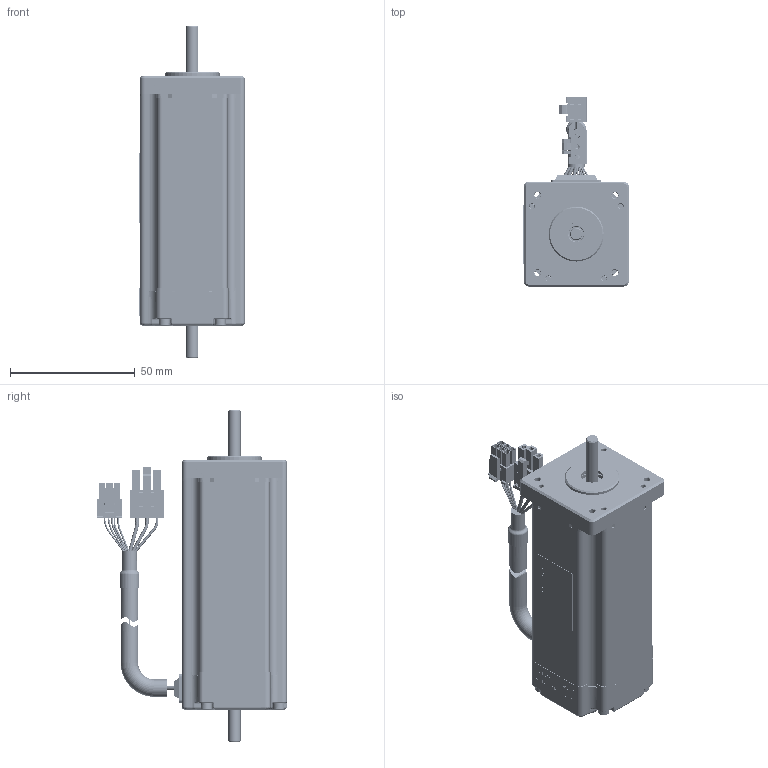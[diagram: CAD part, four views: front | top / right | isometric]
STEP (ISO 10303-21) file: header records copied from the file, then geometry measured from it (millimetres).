
FILE_DESCRIPTION((''),'2;1');
FILE_NAME('4611130001054_ASM_ASM','2020-01-14T15:38:13',('TQ00207'),(''),'CREO PARAMETRIC BY PTC INC, 2018100','CREO PARAMETRIC BY PTC INC, 2018100','');
FILE_SCHEMA(('CONFIG_CONTROL_DESIGN'));
Products named in the file (28): 4613101100074_1_1_2_3; 4613101100077_1_1_2_3; 4613101100077_AF0_1_1_2_3; 4613101100077_AF1_1_1_2_3; 4613102000270_ASM_2_ASM; 4613102100256_ASM_2_ASM; 4631101000082_1_1_2_3; 4613104001867_ASM_3_ASM; 3698154000176_1_1_2_3; HARNESS_1_1_2_3_4_5_6_7_8; 4718405000822_1_1_2_3_4_5_6_7_8; 4718405002144_1_1_2_3_4_5_6_7_8; HARNESS_ASM_1_1_2_3_ASM; 4713120001748_ASM_1_1_2_3_ASM; 4613103003513_ASM_3_ASM; 4219121200345_AF0_11_1_2_3; 4219121301000_ASM_10_1_ASM; 4332101101259_7; 4613107000001_ASM_3_ASM; 4613107103898_ASM_3_ASM; 4331101000129_1_1_2_3; 4613108001328_ASM_3_ASM; 4294404000452_1_1_2_3; QIANDUANGAI_2_1_2_3; 00_8_1_2; BIAOQIAN_2_1_2_3_4_5_6_7_8_9_10; 4611130000001_ASM_7_ASM; 4611130001054_ASM_ASM
Assembly tree (186 placements, depth 7):
  4611130001054_ASM_ASM
    4611130000001_ASM_7_ASM
      4613103003513_ASM_3_ASM
        4613104001867_ASM_3_ASM
          4613102100256_ASM_2_ASM
            4613102000270_ASM_2_ASM
              4613101100074_1_1_2_3  x152
              4613101100077_1_1_2_3  x4
              4613101100077_AF0_1_1_2_3
              4613101100077_AF1_1_1_2_3
          4631101000082_1_1_2_3
        4713120001748_ASM_1_1_2_3_ASM
          3698154000176_1_1_2_3
          HARNESS_ASM_1_1_2_3_ASM
            HARNESS_1_1_2_3_4_5_6_7_8
            4718405000822_1_1_2_3_4_5_6_7_8
            4718405002144_1_1_2_3_4_5_6_7_8
      4219121301000_ASM_10_1_ASM
        4219121200345_AF0_11_1_2_3
      4613108001328_ASM_3_ASM
        4613107103898_ASM_3_ASM
          4613107000001_ASM_3_ASM
            4332101101259_7
        4331101000129_1_1_2_3  x2
      4294404000452_1_1_2_3  x5
      QIANDUANGAI_2_1_2_3
      00_8_1_2
      BIAOQIAN_2_1_2_3_4_5_6_7_8_9_10
Bounding box: 42.2 x 75.92 x 133 mm (x, y, z)
Volume: 116613.7 mm3; surface area: 418978.7 mm2
Topology: 174 solids, 181 shells, 20525 faces, 52815 edges, 35144 vertices
Faces by surface type: plane 16277, cylinder 3754, torus 166, cone 118, sphere 112, bspline 54, extrusion 44
Entity records: 88233 total; most frequent: CARTESIAN_POINT 23788, ORIENTED_EDGE 13392, DIRECTION 12892, EDGE_CURVE 6702, VECTOR 5020, LINE 4976, VERTEX_POINT 4425, AXIS2_PLACEMENT_3D 3936
